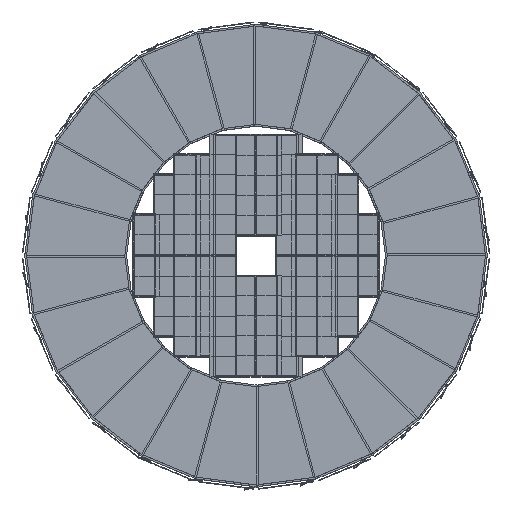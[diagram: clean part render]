
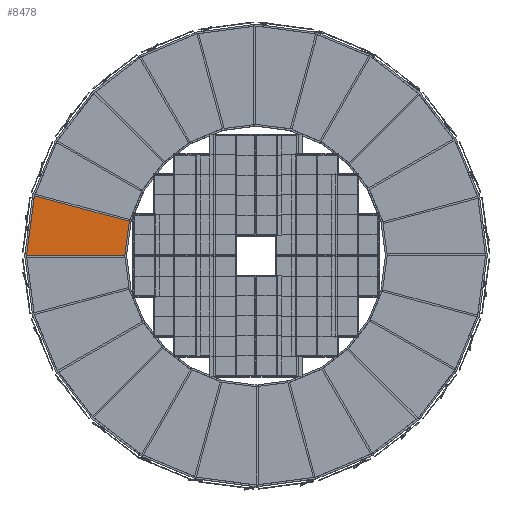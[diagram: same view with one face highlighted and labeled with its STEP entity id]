
A CAD part, top view. The second image highlights one B-rep face of the part: STEP entity #8478.
In plain terms, the highlighted planar face has unit normal (0, 0, 1).
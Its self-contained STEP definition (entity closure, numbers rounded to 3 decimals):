
#8348=CARTESIAN_POINT('',(9.968,-27.833,0.1));
#8349=VERTEX_POINT('',#8348);
#8350=CARTESIAN_POINT('',(-9.968,-27.833,0.1));
#8351=VERTEX_POINT('',#8350);
#8352=CARTESIAN_POINT('',(9.968,-27.833,0.1));
#8353=DIRECTION('',(-1.0,0.0,0.0));
#8354=VECTOR('',#8353,19.936);
#8355=LINE('',#8352,#8354);
#8356=EDGE_CURVE('',#8349,#8351,#8355,.T.);
#8388=CARTESIAN_POINT('',(17.297,27.833,0.1));
#8389=VERTEX_POINT('',#8388);
#8390=CARTESIAN_POINT('',(17.297,27.833,0.1));
#8391=DIRECTION('',(-0.131,-0.991,0.0));
#8392=VECTOR('',#8391,56.146);
#8393=LINE('',#8390,#8392);
#8394=EDGE_CURVE('',#8389,#8349,#8393,.T.);
#8419=CARTESIAN_POINT('',(-17.297,27.833,0.1));
#8420=VERTEX_POINT('',#8419);
#8421=CARTESIAN_POINT('',(-17.297,27.833,0.1));
#8422=DIRECTION('',(1.0,0.0,0.0));
#8423=VECTOR('',#8422,34.593);
#8424=LINE('',#8421,#8423);
#8425=EDGE_CURVE('',#8420,#8389,#8424,.T.);
#8450=CARTESIAN_POINT('',(-9.968,-27.833,0.1));
#8451=DIRECTION('',(-0.131,0.991,0.0));
#8452=VECTOR('',#8451,56.146);
#8453=LINE('',#8450,#8452);
#8454=EDGE_CURVE('',#8351,#8420,#8453,.T.);
#8467=CARTESIAN_POINT('',(0.,2.445,0.1));
#8468=DIRECTION('',(0.0,0.0,1.0));
#8469=DIRECTION('',(1.0,0.0,0.0));
#8470=AXIS2_PLACEMENT_3D('',#8467,#8468,#8469);
#8471=PLANE('',#8470);
#8472=ORIENTED_EDGE('',*,*,#8394,.F.);
#8473=ORIENTED_EDGE('',*,*,#8425,.F.);
#8474=ORIENTED_EDGE('',*,*,#8454,.F.);
#8475=ORIENTED_EDGE('',*,*,#8356,.F.);
#8476=EDGE_LOOP('',(#8472,#8473,#8474,#8475));
#8477=FACE_OUTER_BOUND('',#8476,.T.);
#8478=ADVANCED_FACE('',(#8477),#8471,.T.);
